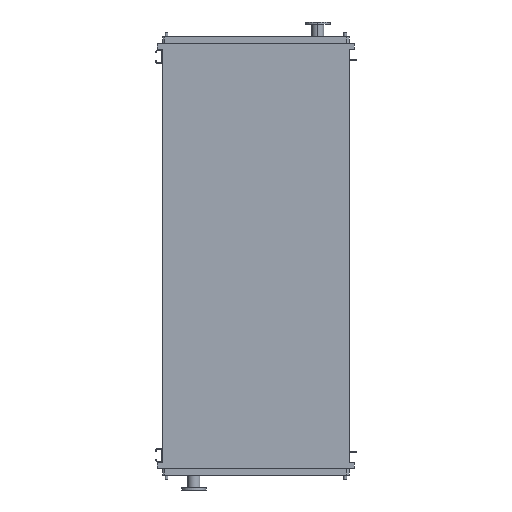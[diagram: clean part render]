
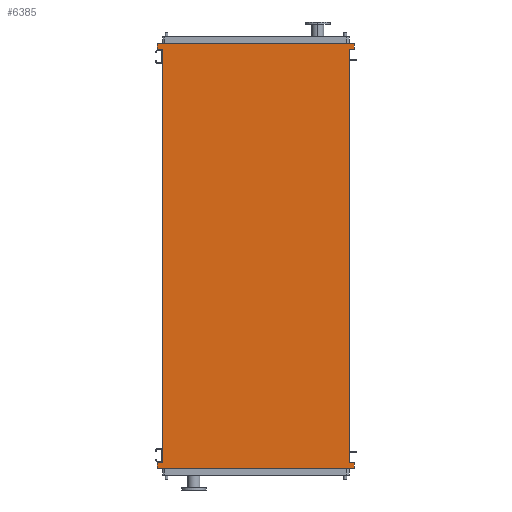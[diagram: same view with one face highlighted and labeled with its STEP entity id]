
A CAD part, front view. The second image highlights one B-rep face of the part: STEP entity #6385.
In plain terms, the highlighted planar face has unit normal (0, -1, 0).
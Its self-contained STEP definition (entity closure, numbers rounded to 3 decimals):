
#10 = CARTESIAN_POINT ( 'NONE',  ( 891., 0., 43. ) ) ;
#36 = DIRECTION ( 'NONE',  ( 0., 0., -1. ) ) ;
#231 = VERTEX_POINT ( 'NONE', #7381 ) ;
#283 = EDGE_CURVE ( 'NONE', #10739, #3653, #6547, .T. ) ;
#422 = CARTESIAN_POINT ( 'NONE',  ( -845., 0., -3693. ) ) ;
#448 = EDGE_CURVE ( 'NONE', #1276, #10739, #4324, .T. ) ;
#608 = CARTESIAN_POINT ( 'NONE',  ( 891., 0., -3745. ) ) ;
#628 = DIRECTION ( 'NONE',  ( 0., 0., -1. ) ) ;
#673 = EDGE_LOOP ( 'NONE', ( #913, #8489, #1502, #2671, #11951, #4024, #6559, #2399, #9828, #7516, #11389, #7865 ) ) ;
#717 = CARTESIAN_POINT ( 'NONE',  ( 845., 0., 43. ) ) ;
#726 = VECTOR ( 'NONE', #36, 1000. ) ;
#795 = VERTEX_POINT ( 'NONE', #7970 ) ;
#825 = DIRECTION ( 'NONE',  ( 0., -1., 0. ) ) ;
#913 = ORIENTED_EDGE ( 'NONE', *, *, #3515, .T. ) ;
#1039 = CARTESIAN_POINT ( 'NONE',  ( 891., 0., 95. ) ) ;
#1092 = DIRECTION ( 'NONE',  ( 0., 0., 1. ) ) ;
#1105 = DIRECTION ( 'NONE',  ( 1., 0., 0. ) ) ;
#1191 = EDGE_CURVE ( 'NONE', #3344, #4986, #1287, .T. ) ;
#1220 = LINE ( 'NONE', #9932, #9578 ) ;
#1276 = VERTEX_POINT ( 'NONE', #1602 ) ;
#1287 = LINE ( 'NONE', #9163, #7158 ) ;
#1502 = ORIENTED_EDGE ( 'NONE', *, *, #448, .F. ) ;
#1541 = DIRECTION ( 'NONE',  ( -1., 0., 0. ) ) ;
#1602 = CARTESIAN_POINT ( 'NONE',  ( 891., 0., 95. ) ) ;
#1775 = DIRECTION ( 'NONE',  ( 0., 0., -1. ) ) ;
#2365 = VECTOR ( 'NONE', #7289, 1000. ) ;
#2399 = ORIENTED_EDGE ( 'NONE', *, *, #11466, .F. ) ;
#2671 = ORIENTED_EDGE ( 'NONE', *, *, #10849, .F. ) ;
#2773 = VECTOR ( 'NONE', #6693, 1000. ) ;
#2897 = CARTESIAN_POINT ( 'NONE',  ( 891., 0., -3693. ) ) ;
#2923 = VERTEX_POINT ( 'NONE', #2897 ) ;
#3240 = LINE ( 'NONE', #6215, #9835 ) ;
#3265 = VECTOR ( 'NONE', #1105, 1000. ) ;
#3344 = VERTEX_POINT ( 'NONE', #422 ) ;
#3515 = EDGE_CURVE ( 'NONE', #4688, #3653, #6164, .T. ) ;
#3653 = VERTEX_POINT ( 'NONE', #717 ) ;
#3886 = DIRECTION ( 'NONE',  ( -1., 0., 0. ) ) ;
#3940 = VECTOR ( 'NONE', #1775, 1000. ) ;
#4024 = ORIENTED_EDGE ( 'NONE', *, *, #10942, .F. ) ;
#4305 = CARTESIAN_POINT ( 'NONE',  ( -891., 0., 95. ) ) ;
#4324 = LINE ( 'NONE', #4689, #3940 ) ;
#4642 = FACE_OUTER_BOUND ( 'NONE', #673, .T. ) ;
#4644 = LINE ( 'NONE', #5559, #10270 ) ;
#4688 = VERTEX_POINT ( 'NONE', #9484 ) ;
#4689 = CARTESIAN_POINT ( 'NONE',  ( 891., 0., 43. ) ) ;
#4811 = CARTESIAN_POINT ( 'NONE',  ( -891., 0., -3745. ) ) ;
#4978 = EDGE_CURVE ( 'NONE', #231, #5055, #11516, .T. ) ;
#4986 = VERTEX_POINT ( 'NONE', #10554 ) ;
#5055 = VERTEX_POINT ( 'NONE', #4811 ) ;
#5315 = DIRECTION ( 'NONE',  ( 0., 0., 1. ) ) ;
#5437 = VECTOR ( 'NONE', #5315, 1000. ) ;
#5559 = CARTESIAN_POINT ( 'NONE',  ( -891., 0., 43. ) ) ;
#5888 = CARTESIAN_POINT ( 'NONE',  ( 845., 0., 43. ) ) ;
#5981 = VERTEX_POINT ( 'NONE', #6294 ) ;
#6164 = LINE ( 'NONE', #11175, #5437 ) ;
#6215 = CARTESIAN_POINT ( 'NONE',  ( 845., 0., -3693. ) ) ;
#6294 = CARTESIAN_POINT ( 'NONE',  ( -891., 0., -3693. ) ) ;
#6385 = ADVANCED_FACE ( 'NONE', ( #4642 ), #12383, .T. ) ;
#6547 = LINE ( 'NONE', #5888, #12606 ) ;
#6559 = ORIENTED_EDGE ( 'NONE', *, *, #1191, .F. ) ;
#6693 = DIRECTION ( 'NONE',  ( -1., 0., 0. ) ) ;
#7158 = VECTOR ( 'NONE', #8075, 1000. ) ;
#7161 = DIRECTION ( 'NONE',  ( 1., 0., 0. ) ) ;
#7171 = DIRECTION ( 'NONE',  ( 1., 0., 0. ) ) ;
#7288 = LINE ( 'NONE', #8009, #8424 ) ;
#7289 = DIRECTION ( 'NONE',  ( 0., 0., 1. ) ) ;
#7381 = CARTESIAN_POINT ( 'NONE',  ( 891., 0., -3745. ) ) ;
#7516 = ORIENTED_EDGE ( 'NONE', *, *, #4978, .F. ) ;
#7543 = EDGE_CURVE ( 'NONE', #5055, #5981, #1220, .T. ) ;
#7689 = EDGE_CURVE ( 'NONE', #795, #12415, #12313, .T. ) ;
#7865 = ORIENTED_EDGE ( 'NONE', *, *, #9920, .F. ) ;
#7970 = CARTESIAN_POINT ( 'NONE',  ( -891., 0., 43. ) ) ;
#8009 = CARTESIAN_POINT ( 'NONE',  ( -891., 0., -3693. ) ) ;
#8075 = DIRECTION ( 'NONE',  ( 0., 0., 1. ) ) ;
#8424 = VECTOR ( 'NONE', #7161, 1000. ) ;
#8489 = ORIENTED_EDGE ( 'NONE', *, *, #283, .F. ) ;
#8641 = CARTESIAN_POINT ( 'NONE',  ( -845., 0., -3650. ) ) ;
#8747 = LINE ( 'NONE', #8878, #726 ) ;
#8878 = CARTESIAN_POINT ( 'NONE',  ( 891., 0., -3693. ) ) ;
#9067 = EDGE_CURVE ( 'NONE', #2923, #231, #8747, .T. ) ;
#9163 = CARTESIAN_POINT ( 'NONE',  ( -845., 0., -3650. ) ) ;
#9484 = CARTESIAN_POINT ( 'NONE',  ( 845., 0., -3693. ) ) ;
#9578 = VECTOR ( 'NONE', #1092, 1000. ) ;
#9828 = ORIENTED_EDGE ( 'NONE', *, *, #7543, .F. ) ;
#9835 = VECTOR ( 'NONE', #7171, 1000. ) ;
#9920 = EDGE_CURVE ( 'NONE', #4688, #2923, #3240, .T. ) ;
#9932 = CARTESIAN_POINT ( 'NONE',  ( -891., 0., -3745. ) ) ;
#9947 = LINE ( 'NONE', #1039, #3265 ) ;
#10270 = VECTOR ( 'NONE', #1541, 1000. ) ;
#10554 = CARTESIAN_POINT ( 'NONE',  ( -845., 0., 43. ) ) ;
#10739 = VERTEX_POINT ( 'NONE', #10 ) ;
#10849 = EDGE_CURVE ( 'NONE', #12415, #1276, #9947, .T. ) ;
#10942 = EDGE_CURVE ( 'NONE', #4986, #795, #4644, .T. ) ;
#11175 = CARTESIAN_POINT ( 'NONE',  ( 845., 0., -3650. ) ) ;
#11389 = ORIENTED_EDGE ( 'NONE', *, *, #9067, .F. ) ;
#11466 = EDGE_CURVE ( 'NONE', #5981, #3344, #7288, .T. ) ;
#11516 = LINE ( 'NONE', #608, #2773 ) ;
#11951 = ORIENTED_EDGE ( 'NONE', *, *, #7689, .F. ) ;
#12069 = AXIS2_PLACEMENT_3D ( 'NONE', #8641, #825, #628 ) ;
#12180 = CARTESIAN_POINT ( 'NONE',  ( -891., 0., 95. ) ) ;
#12313 = LINE ( 'NONE', #12180, #2365 ) ;
#12383 = PLANE ( 'NONE',  #12069 ) ;
#12415 = VERTEX_POINT ( 'NONE', #4305 ) ;
#12606 = VECTOR ( 'NONE', #3886, 1000. ) ;
